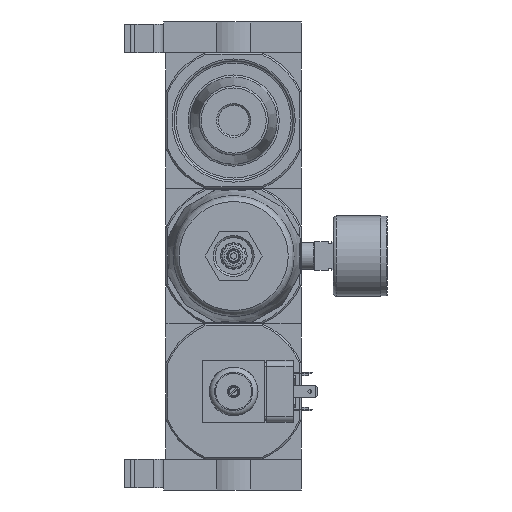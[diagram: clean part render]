
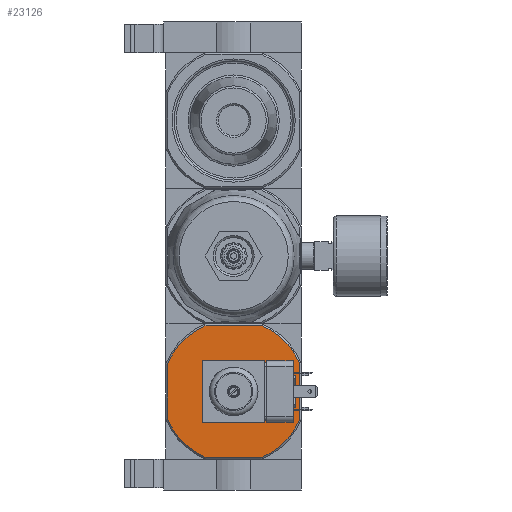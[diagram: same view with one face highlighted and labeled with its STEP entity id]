
A CAD part, front view. The second image highlights one B-rep face of the part: STEP entity #23126.
In plain terms, the highlighted planar face has unit normal (0, -1, 0).
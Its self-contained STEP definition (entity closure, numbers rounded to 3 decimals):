
#1958=CIRCLE('',#32493,6.579);
#1959=CIRCLE('',#32494,34.9);
#1960=CIRCLE('',#32495,34.9);
#1961=CIRCLE('',#32496,34.9);
#1962=CIRCLE('',#32497,34.9);
#6812=ORIENTED_EDGE('',*,*,#10999,.F.);
#6813=ORIENTED_EDGE('',*,*,#11000,.T.);
#6814=ORIENTED_EDGE('',*,*,#11001,.F.);
#6815=ORIENTED_EDGE('',*,*,#10995,.T.);
#6816=ORIENTED_EDGE('',*,*,#11002,.F.);
#6817=ORIENTED_EDGE('',*,*,#11003,.F.);
#6818=ORIENTED_EDGE('',*,*,#11004,.F.);
#6819=ORIENTED_EDGE('',*,*,#11005,.F.);
#6820=ORIENTED_EDGE('',*,*,#11006,.F.);
#10995=EDGE_CURVE('',#13511,#13512,#15289,.T.);
#10999=EDGE_CURVE('',#13515,#13515,#1958,.T.);
#11000=EDGE_CURVE('',#13516,#13517,#15291,.T.);
#11001=EDGE_CURVE('',#13511,#13517,#1959,.T.);
#11002=EDGE_CURVE('',#13518,#13512,#1960,.T.);
#11003=EDGE_CURVE('',#13519,#13518,#15292,.T.);
#11004=EDGE_CURVE('',#13520,#13519,#1961,.T.);
#11005=EDGE_CURVE('',#13521,#13520,#15293,.T.);
#11006=EDGE_CURVE('',#13516,#13521,#1962,.T.);
#13511=VERTEX_POINT('',#46016);
#13512=VERTEX_POINT('',#46017);
#13515=VERTEX_POINT('',#46031);
#13516=VERTEX_POINT('',#46033);
#13517=VERTEX_POINT('',#46034);
#13518=VERTEX_POINT('',#46037);
#13519=VERTEX_POINT('',#46039);
#13520=VERTEX_POINT('',#46041);
#13521=VERTEX_POINT('',#46043);
#15289=LINE('',#46015,#17062);
#15291=LINE('',#46032,#17064);
#15292=LINE('',#46038,#17065);
#15293=LINE('',#46042,#17066);
#17062=VECTOR('',#38177,1000.);
#17064=VECTOR('',#38183,1000.);
#17065=VECTOR('',#38188,1000.);
#17066=VECTOR('',#38191,1000.);
#18939=EDGE_LOOP('',(#6812));
#18940=EDGE_LOOP('',(#6813,#6814,#6815,#6816,#6817,#6818,#6819,#6820));
#20772=FACE_BOUND('',#18939,.T.);
#20773=FACE_BOUND('',#18940,.T.);
#21877=PLANE('',#32492);
#23126=ADVANCED_FACE('',(#20772,#20773),#21877,.F.);
#32492=AXIS2_PLACEMENT_3D('',#46029,#38179,#38180);
#32493=AXIS2_PLACEMENT_3D('',#46030,#38181,#38182);
#32494=AXIS2_PLACEMENT_3D('',#46035,#38184,#38185);
#32495=AXIS2_PLACEMENT_3D('',#46036,#38186,#38187);
#32496=AXIS2_PLACEMENT_3D('',#46040,#38189,#38190);
#32497=AXIS2_PLACEMENT_3D('',#46044,#38192,#38193);
#38177=DIRECTION('',(0.,0.,-1.));
#38179=DIRECTION('',(0.,1.,0.));
#38180=DIRECTION('',(0.,0.,1.));
#38181=DIRECTION('',(0.,-1.,0.));
#38182=DIRECTION('',(0.,0.,-1.));
#38183=DIRECTION('',(-1.,0.,0.));
#38184=DIRECTION('',(0.,1.,0.));
#38185=DIRECTION('',(-1.,0.,0.));
#38186=DIRECTION('',(0.,1.,0.));
#38187=DIRECTION('',(-1.,0.,0.));
#38188=DIRECTION('',(-1.,0.,0.));
#38189=DIRECTION('',(0.,1.,0.));
#38190=DIRECTION('',(-1.,0.,0.));
#38191=DIRECTION('',(0.,0.,-1.));
#38192=DIRECTION('',(0.,1.,0.));
#38193=DIRECTION('',(-1.,0.,0.));
#46015=CARTESIAN_POINT('',(-32.2,-33.,33.));
#46016=CARTESIAN_POINT('',(-32.2,-33.,13.46));
#46017=CARTESIAN_POINT('',(-32.2,-33.,-13.46));
#46029=CARTESIAN_POINT('',(-32.2,-33.,33.));
#46030=CARTESIAN_POINT('',(0.,-33.,0.));
#46031=CARTESIAN_POINT('',(0.,-33.,-6.579));
#46032=CARTESIAN_POINT('',(33.,-33.,32.2));
#46033=CARTESIAN_POINT('',(13.46,-33.,32.2));
#46034=CARTESIAN_POINT('',(-13.46,-33.,32.2));
#46035=CARTESIAN_POINT('',(0.,-33.,0.));
#46036=CARTESIAN_POINT('',(0.,-33.,0.));
#46037=CARTESIAN_POINT('',(-13.46,-33.,-32.2));
#46038=CARTESIAN_POINT('',(33.,-33.,-32.2));
#46039=CARTESIAN_POINT('',(13.46,-33.,-32.2));
#46040=CARTESIAN_POINT('',(0.,-33.,0.));
#46041=CARTESIAN_POINT('',(32.2,-33.,-13.46));
#46042=CARTESIAN_POINT('',(32.2,-33.,33.));
#46043=CARTESIAN_POINT('',(32.2,-33.,13.46));
#46044=CARTESIAN_POINT('',(0.,-33.,0.));
